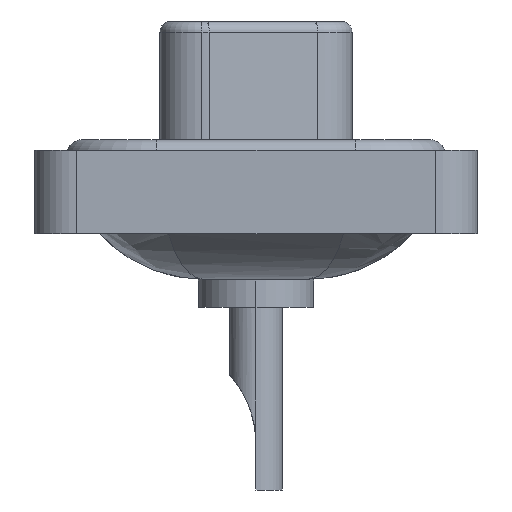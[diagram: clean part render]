
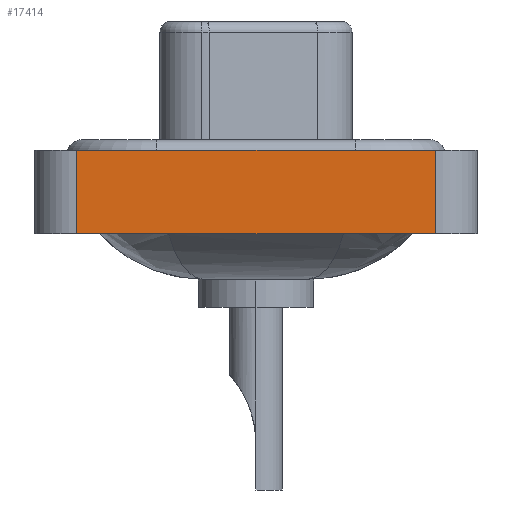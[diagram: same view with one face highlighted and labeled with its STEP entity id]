
A CAD part, left-side view. The second image highlights one B-rep face of the part: STEP entity #17414.
In plain terms, the highlighted planar face has unit normal (-1, 0, 0).
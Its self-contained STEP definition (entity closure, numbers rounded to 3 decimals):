
#8 = CARTESIAN_POINT ( 'NONE',  ( -7.35, -8.55, 0.4 ) ) ;
#161 = ORIENTED_EDGE ( 'NONE', *, *, #15670, .T. ) ;
#188 = ORIENTED_EDGE ( 'NONE', *, *, #973, .F. ) ;
#973 = EDGE_CURVE ( 'NONE', #10287, #15579, #14048, .T. ) ;
#1036 = EDGE_LOOP ( 'NONE', ( #161, #188, #2110, #8506 ) ) ;
#2110 = ORIENTED_EDGE ( 'NONE', *, *, #9845, .F. ) ;
#2661 = DIRECTION ( 'NONE',  ( 0., 0., 1. ) ) ;
#2900 = EDGE_CURVE ( 'NONE', #8067, #3250, #14880, .T. ) ;
#3250 = VERTEX_POINT ( 'NONE', #17153 ) ;
#3339 = VECTOR ( 'NONE', #3957, 1000. ) ;
#3957 = DIRECTION ( 'NONE',  ( 0., 0., 1. ) ) ;
#4061 = CARTESIAN_POINT ( 'NONE',  ( -7.35, 8.55, -3.6 ) ) ;
#4411 = DIRECTION ( 'NONE',  ( -1., 0., 0. ) ) ;
#4506 = FACE_OUTER_BOUND ( 'NONE', #1036, .T. ) ;
#5365 = CARTESIAN_POINT ( 'NONE',  ( -7.35, -8.55, -3.6 ) ) ;
#5786 = VECTOR ( 'NONE', #2661, 1000. ) ;
#7022 = AXIS2_PLACEMENT_3D ( 'NONE', #8548, #4411, #15683 ) ;
#8067 = VERTEX_POINT ( 'NONE', #4061 ) ;
#8506 = ORIENTED_EDGE ( 'NONE', *, *, #2900, .T. ) ;
#8548 = CARTESIAN_POINT ( 'NONE',  ( -7.35, -8.55, -3.6 ) ) ;
#9021 = CARTESIAN_POINT ( 'NONE',  ( -7.35, 8.55, 0.4 ) ) ;
#9845 = EDGE_CURVE ( 'NONE', #8067, #10287, #17961, .T. ) ;
#10287 = VERTEX_POINT ( 'NONE', #9021 ) ;
#12763 = PLANE ( 'NONE',  #7022 ) ;
#13029 = VECTOR ( 'NONE', #16528, 1000. ) ;
#13371 = VECTOR ( 'NONE', #15318, 1000. ) ;
#13663 = CARTESIAN_POINT ( 'NONE',  ( -7.35, 8.55, -3.6 ) ) ;
#13762 = CARTESIAN_POINT ( 'NONE',  ( -7.35, -8.55, 0.4 ) ) ;
#14048 = LINE ( 'NONE', #13762, #13371 ) ;
#14880 = LINE ( 'NONE', #5365, #13029 ) ;
#15204 = CARTESIAN_POINT ( 'NONE',  ( -7.35, -8.55, -3.6 ) ) ;
#15294 = LINE ( 'NONE', #15204, #5786 ) ;
#15318 = DIRECTION ( 'NONE',  ( 0., -1., 0. ) ) ;
#15579 = VERTEX_POINT ( 'NONE', #8 ) ;
#15670 = EDGE_CURVE ( 'NONE', #3250, #15579, #15294, .T. ) ;
#15683 = DIRECTION ( 'NONE',  ( 0., 0., 1. ) ) ;
#16528 = DIRECTION ( 'NONE',  ( 0., -1., 0. ) ) ;
#17153 = CARTESIAN_POINT ( 'NONE',  ( -7.35, -8.55, -3.6 ) ) ;
#17414 = ADVANCED_FACE ( 'NONE', ( #4506 ), #12763, .T. ) ;
#17961 = LINE ( 'NONE', #13663, #3339 ) ;
